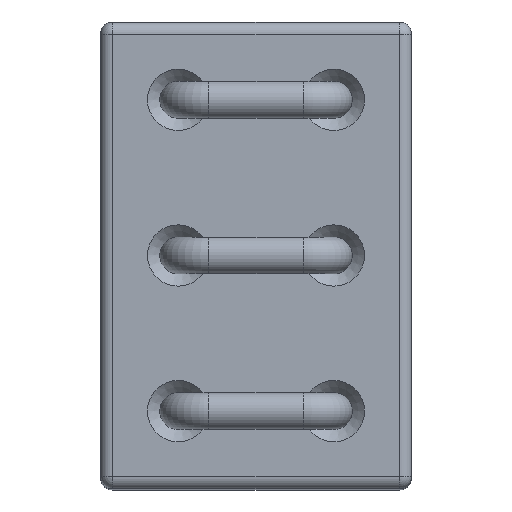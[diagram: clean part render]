
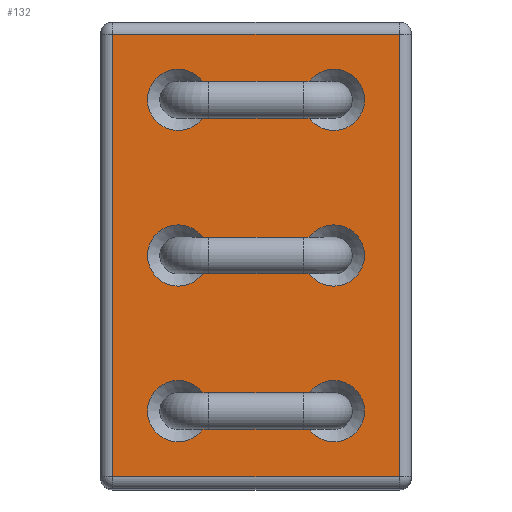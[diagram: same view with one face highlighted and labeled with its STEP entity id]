
A CAD part, top view. The second image highlights one B-rep face of the part: STEP entity #132.
In plain terms, the highlighted planar face has unit normal (0, 0, 1).
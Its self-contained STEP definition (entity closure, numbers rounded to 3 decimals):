
#132 = ADVANCED_FACE( '', ( #284, #285, #286, #287, #288, #289, #290 ), #291, .T. );
#284 = FACE_OUTER_BOUND( '', #516, .T. );
#285 = FACE_BOUND( '', #517, .T. );
#286 = FACE_BOUND( '', #518, .T. );
#287 = FACE_BOUND( '', #519, .T. );
#288 = FACE_BOUND( '', #520, .T. );
#289 = FACE_BOUND( '', #521, .T. );
#290 = FACE_BOUND( '', #522, .T. );
#291 = PLANE( '', #523 );
#516 = EDGE_LOOP( '', ( #817, #818, #819, #820 ) );
#517 = EDGE_LOOP( '', ( #821 ) );
#518 = EDGE_LOOP( '', ( #822 ) );
#519 = EDGE_LOOP( '', ( #823 ) );
#520 = EDGE_LOOP( '', ( #824 ) );
#521 = EDGE_LOOP( '', ( #825 ) );
#522 = EDGE_LOOP( '', ( #826 ) );
#523 = AXIS2_PLACEMENT_3D( '', #827, #828, #829 );
#817 = ORIENTED_EDGE( '', *, *, #1106, .T. );
#818 = ORIENTED_EDGE( '', *, *, #1050, .T. );
#819 = ORIENTED_EDGE( '', *, *, #1107, .T. );
#820 = ORIENTED_EDGE( '', *, *, #1108, .T. );
#821 = ORIENTED_EDGE( '', *, *, #1075, .T. );
#822 = ORIENTED_EDGE( '', *, *, #1109, .T. );
#823 = ORIENTED_EDGE( '', *, *, #1086, .T. );
#824 = ORIENTED_EDGE( '', *, *, #1064, .T. );
#825 = ORIENTED_EDGE( '', *, *, #1110, .T. );
#826 = ORIENTED_EDGE( '', *, *, #1055, .T. );
#827 = CARTESIAN_POINT( '', ( -2.54, -3.81, 10. ) );
#828 = DIRECTION( '', ( 0., 0., 1. ) );
#829 = DIRECTION( '', ( 1., 0., 0. ) );
#1050 = EDGE_CURVE( '', #1207, #1204, #1208, .T. );
#1055 = EDGE_CURVE( '', #1215, #1215, #1216, .F. );
#1064 = EDGE_CURVE( '', #1228, #1228, #1229, .F. );
#1075 = EDGE_CURVE( '', #1246, #1246, #1247, .F. );
#1086 = EDGE_CURVE( '', #1263, #1263, #1264, .F. );
#1106 = EDGE_CURVE( '', #1290, #1207, #1291, .T. );
#1107 = EDGE_CURVE( '', #1204, #1286, #1292, .T. );
#1108 = EDGE_CURVE( '', #1286, #1290, #1293, .T. );
#1109 = EDGE_CURVE( '', #1294, #1294, #1295, .F. );
#1110 = EDGE_CURVE( '', #1296, #1296, #1297, .F. );
#1204 = VERTEX_POINT( '', #1419 );
#1207 = VERTEX_POINT( '', #1422 );
#1208 = LINE( '', #1423, #1424 );
#1215 = VERTEX_POINT( '', #1432 );
#1216 = CIRCLE( '', #1433, 0.5 );
#1228 = VERTEX_POINT( '', #1446 );
#1229 = CIRCLE( '', #1447, 0.5 );
#1246 = VERTEX_POINT( '', #1467 );
#1247 = CIRCLE( '', #1468, 0.5 );
#1263 = VERTEX_POINT( '', #1486 );
#1264 = CIRCLE( '', #1487, 0.5 );
#1286 = VERTEX_POINT( '', #1511 );
#1290 = VERTEX_POINT( '', #1515 );
#1291 = LINE( '', #1516, #1517 );
#1292 = LINE( '', #1518, #1519 );
#1293 = LINE( '', #1520, #1521 );
#1294 = VERTEX_POINT( '', #1522 );
#1295 = CIRCLE( '', #1523, 0.5 );
#1296 = VERTEX_POINT( '', #1524 );
#1297 = CIRCLE( '', #1525, 0.5 );
#1419 = CARTESIAN_POINT( '', ( -2.34, 3.61, 10. ) );
#1422 = CARTESIAN_POINT( '', ( 2.34, 3.61, 10. ) );
#1423 = CARTESIAN_POINT( '', ( -2.54, 3.61, 10. ) );
#1424 = VECTOR( '', #1617, 1000. );
#1432 = CARTESIAN_POINT( '', ( -0.77, 2.54, 10. ) );
#1433 = AXIS2_PLACEMENT_3D( '', #1625, #1626, #1627 );
#1446 = CARTESIAN_POINT( '', ( -0.77, -2.54, 10. ) );
#1447 = AXIS2_PLACEMENT_3D( '', #1641, #1642, #1643 );
#1467 = CARTESIAN_POINT( '', ( 1.77, -2.54, 10. ) );
#1468 = AXIS2_PLACEMENT_3D( '', #1659, #1660, #1661 );
#1486 = CARTESIAN_POINT( '', ( 1.77, 2.54, 10. ) );
#1487 = AXIS2_PLACEMENT_3D( '', #1676, #1677, #1678 );
#1511 = CARTESIAN_POINT( '', ( -2.34, -3.61, 10. ) );
#1515 = CARTESIAN_POINT( '', ( 2.34, -3.61, 10. ) );
#1516 = CARTESIAN_POINT( '', ( 2.34, 3.81, 10. ) );
#1517 = VECTOR( '', #1714, 1000. );
#1518 = CARTESIAN_POINT( '', ( -2.34, -3.81, 10. ) );
#1519 = VECTOR( '', #1715, 1000. );
#1520 = CARTESIAN_POINT( '', ( 2.54, -3.61, 10. ) );
#1521 = VECTOR( '', #1716, 1000. );
#1522 = CARTESIAN_POINT( '', ( 1.77, 0., 10. ) );
#1523 = AXIS2_PLACEMENT_3D( '', #1717, #1718, #1719 );
#1524 = CARTESIAN_POINT( '', ( -0.77, 0., 10. ) );
#1525 = AXIS2_PLACEMENT_3D( '', #1720, #1721, #1722 );
#1617 = DIRECTION( '', ( -1., 0., 0. ) );
#1625 = CARTESIAN_POINT( '', ( -1.27, 2.54, 10. ) );
#1626 = DIRECTION( '', ( 0., 0., 1. ) );
#1627 = DIRECTION( '', ( 1., 0., 0. ) );
#1641 = CARTESIAN_POINT( '', ( -1.27, -2.54, 10. ) );
#1642 = DIRECTION( '', ( 0., 0., 1. ) );
#1643 = DIRECTION( '', ( 1., 0., 0. ) );
#1659 = CARTESIAN_POINT( '', ( 1.27, -2.54, 10. ) );
#1660 = DIRECTION( '', ( 0., 0., 1. ) );
#1661 = DIRECTION( '', ( 1., 0., 0. ) );
#1676 = CARTESIAN_POINT( '', ( 1.27, 2.54, 10. ) );
#1677 = DIRECTION( '', ( 0., 0., 1. ) );
#1678 = DIRECTION( '', ( 1., 0., 0. ) );
#1714 = DIRECTION( '', ( 0., 1., 0. ) );
#1715 = DIRECTION( '', ( 0., -1., 0. ) );
#1716 = DIRECTION( '', ( 1., 0., 0. ) );
#1717 = CARTESIAN_POINT( '', ( 1.27, 0., 10. ) );
#1718 = DIRECTION( '', ( 0., 0., 1. ) );
#1719 = DIRECTION( '', ( 1., 0., 0. ) );
#1720 = CARTESIAN_POINT( '', ( -1.27, 0., 10. ) );
#1721 = DIRECTION( '', ( 0., 0., 1. ) );
#1722 = DIRECTION( '', ( 1., 0., 0. ) );
